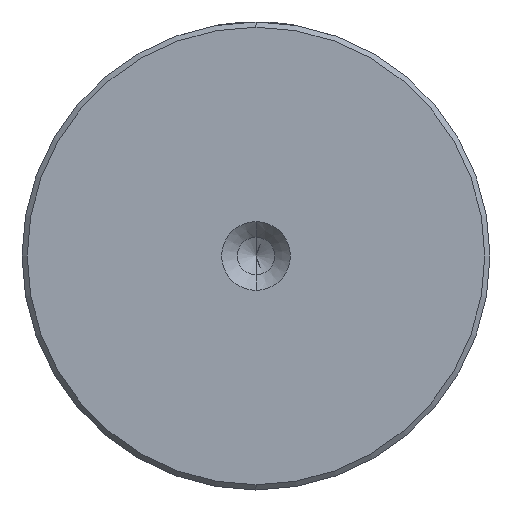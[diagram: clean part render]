
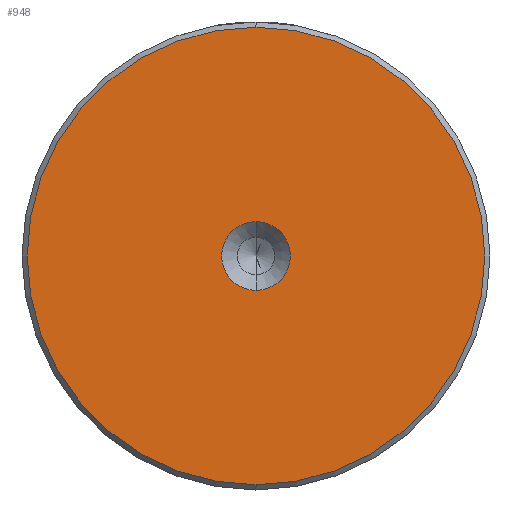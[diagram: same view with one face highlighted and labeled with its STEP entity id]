
A CAD part, left-side view. The second image highlights one B-rep face of the part: STEP entity #948.
In plain terms, the highlighted planar face has unit normal (-1, 0, 0).
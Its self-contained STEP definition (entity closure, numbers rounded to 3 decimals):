
#13 = EDGE_LOOP ( 'NONE', ( #772, #968 ) ) ;
#28 = DIRECTION ( 'NONE',  ( 0., 0., 1. ) ) ;
#112 = DIRECTION ( 'NONE',  ( 0., 0., 1. ) ) ;
#135 = DIRECTION ( 'NONE',  ( -1., 0., 0. ) ) ;
#225 = EDGE_CURVE ( 'NONE', #363, #1599, #2294, .T. ) ;
#236 = AXIS2_PLACEMENT_3D ( 'NONE', #333, #135, #112 ) ;
#269 = AXIS2_PLACEMENT_3D ( 'NONE', #1692, #549, #1881 ) ;
#333 = CARTESIAN_POINT ( 'NONE',  ( 0., 0., 0. ) ) ;
#363 = VERTEX_POINT ( 'NONE', #1202 ) ;
#518 = PLANE ( 'NONE',  #236 ) ;
#549 = DIRECTION ( 'NONE',  ( -1., 0., 0. ) ) ;
#551 = EDGE_CURVE ( 'NONE', #1599, #363, #1365, .T. ) ;
#662 = CARTESIAN_POINT ( 'NONE',  ( 0., 0., -22. ) ) ;
#699 = CARTESIAN_POINT ( 'NONE',  ( 0., 0., -3.3 ) ) ;
#772 = ORIENTED_EDGE ( 'NONE', *, *, #1429, .F. ) ;
#833 = DIRECTION ( 'NONE',  ( 0., 0., 1. ) ) ;
#842 = DIRECTION ( 'NONE',  ( -1., 0., 0. ) ) ;
#948 = ADVANCED_FACE ( 'NONE', ( #974, #1979 ), #518, .T. ) ;
#968 = ORIENTED_EDGE ( 'NONE', *, *, #1020, .F. ) ;
#974 = FACE_OUTER_BOUND ( 'NONE', #2353, .T. ) ;
#1020 = EDGE_CURVE ( 'NONE', #2277, #2331, #1750, .T. ) ;
#1022 = CARTESIAN_POINT ( 'NONE',  ( 0., 0., 0. ) ) ;
#1110 = AXIS2_PLACEMENT_3D ( 'NONE', #2144, #2137, #2129 ) ;
#1196 = CIRCLE ( 'NONE', #269, 3.3 ) ;
#1201 = DIRECTION ( 'NONE',  ( -1., 0., 0. ) ) ;
#1202 = CARTESIAN_POINT ( 'NONE',  ( 0., 0., 22. ) ) ;
#1365 = CIRCLE ( 'NONE', #1669, 22. ) ;
#1398 = AXIS2_PLACEMENT_3D ( 'NONE', #2345, #1201, #28 ) ;
#1407 = ORIENTED_EDGE ( 'NONE', *, *, #225, .T. ) ;
#1429 = EDGE_CURVE ( 'NONE', #2331, #2277, #1196, .T. ) ;
#1474 = CARTESIAN_POINT ( 'NONE',  ( 0., 0., 3.3 ) ) ;
#1599 = VERTEX_POINT ( 'NONE', #662 ) ;
#1669 = AXIS2_PLACEMENT_3D ( 'NONE', #1022, #842, #833 ) ;
#1692 = CARTESIAN_POINT ( 'NONE',  ( 0., 0., 0. ) ) ;
#1750 = CIRCLE ( 'NONE', #1398, 3.3 ) ;
#1881 = DIRECTION ( 'NONE',  ( 0., 0., 1. ) ) ;
#1979 = FACE_BOUND ( 'NONE', #13, .T. ) ;
#2129 = DIRECTION ( 'NONE',  ( 0., 0., 1. ) ) ;
#2137 = DIRECTION ( 'NONE',  ( -1., 0., 0. ) ) ;
#2144 = CARTESIAN_POINT ( 'NONE',  ( 0., 0., 0. ) ) ;
#2277 = VERTEX_POINT ( 'NONE', #699 ) ;
#2294 = CIRCLE ( 'NONE', #1110, 22. ) ;
#2331 = VERTEX_POINT ( 'NONE', #1474 ) ;
#2345 = CARTESIAN_POINT ( 'NONE',  ( 0., 0., 0. ) ) ;
#2353 = EDGE_LOOP ( 'NONE', ( #2443, #1407 ) ) ;
#2443 = ORIENTED_EDGE ( 'NONE', *, *, #551, .T. ) ;
